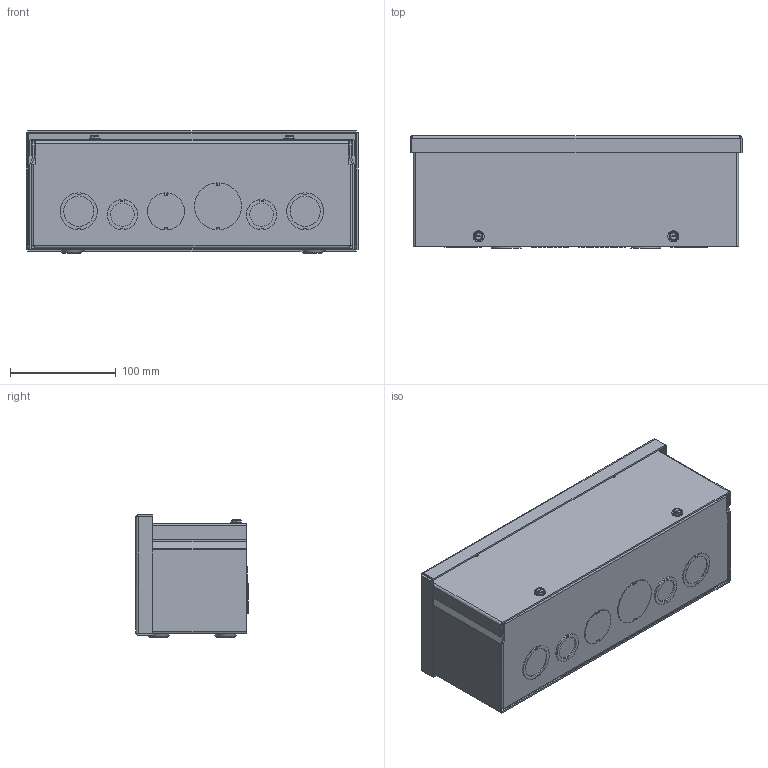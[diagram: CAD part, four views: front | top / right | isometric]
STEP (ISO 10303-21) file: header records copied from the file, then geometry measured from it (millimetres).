
FILE_DESCRIPTION(/* description */ ('RSCG, NEMA 3R, GALV, BLR, 4X4X12'),/* implementation_level */ '2;1');
FILE_NAME(/* name */ 'RSCG040412G.stp',/* time_stamp */ '2015-06-22T21:49:16+05:00',/* author */ ('vdas'),/* organization */ (''),/* preprocessor_version */ 'ST-DEVELOPER v15.2',/* originating_system */ 'Autodesk Inventor 2014',/* authorisation */ '');
FILE_SCHEMA (('AUTOMOTIVE_DESIGN { 1 0 10303 214 3 1 1 }'));
Length unit declared in the file: inch
Products named in the file (8): RSCG040412GBLR; RSCG0412GBTM; RSCG0412GCAP; RSCG12GSTRAP; RSCG0412GLID; 31813; HFW372196; RSCG040412G
Bounding box: 314.32 x 106.34 x 115.9 mm (x, y, z)
Volume: 295425 mm3; surface area: 387591.3 mm2
Topology: 12 solids, 14 shells, 670 faces, 1678 edges, 1044 vertices
Faces by surface type: plane 328, cylinder 208, torus 52, bspline 46, cone 36
Full cylindrical faces by diameter (mm): 3.68 x4, 4.826 x32, 6.35 x4, 7.144 x4, 7.925 x2, 10.516 x2
Entity records: 21896 total; most frequent: CARTESIAN_POINT 7793, ORIENTED_EDGE 2812, DIRECTION 2710, EDGE_CURVE 1382, AXIS2_PLACEMENT_3D 965, VERTEX_POINT 883, LINE 780, VECTOR 780
